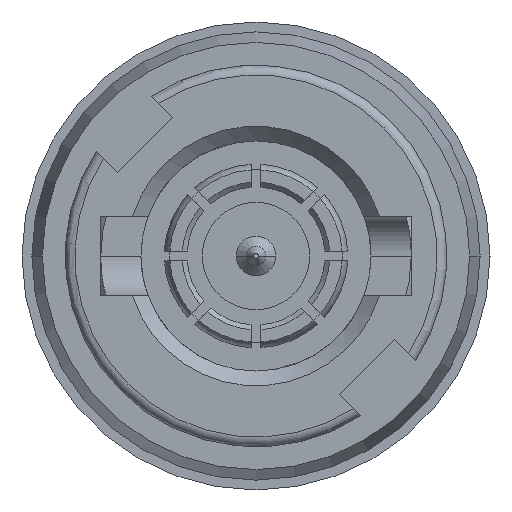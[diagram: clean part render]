
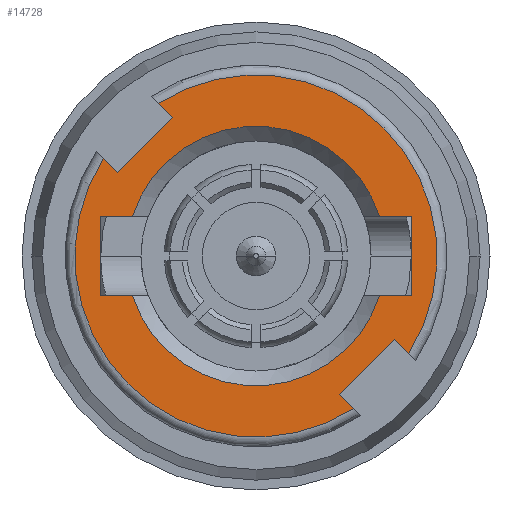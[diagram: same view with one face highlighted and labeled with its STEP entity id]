
A CAD part, left-side view. The second image highlights one B-rep face of the part: STEP entity #14728.
In plain terms, the highlighted planar face has unit normal (-1, 0, 0).
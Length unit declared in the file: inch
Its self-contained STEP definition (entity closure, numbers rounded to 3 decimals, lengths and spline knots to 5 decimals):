
#381=CARTESIAN_POINT('',(-0.64921,-0.09872,
0.03189));
#388=DIRECTION('',(0.,-1.,0.));
#389=VECTOR('',#388,0.0253);
#390=CARTESIAN_POINT('',(-0.64921,-0.09872,
0.03189));
#391=LINE('',#390,#389);
#401=CARTESIAN_POINT('',(-0.64921,0.09872,
0.03189));
#411=DIRECTION('',(0.,-1.,0.));
#412=VECTOR('',#411,0.0253);
#413=CARTESIAN_POINT('',(-0.64921,0.12402,
0.03189));
#414=LINE('',#413,#412);
#545=DIRECTION('',(0.,0.707,0.707));
#546=VECTOR('',#545,0.0163);
#547=CARTESIAN_POINT('',(-0.64921,-0.12191,
-0.07792));
#548=LINE('',#547,#546);
#549=DIRECTION('',(0.,0.707,-0.707));
#550=VECTOR('',#549,0.0622);
#551=CARTESIAN_POINT('',(-0.64921,-0.11038,
-0.0664));
#552=LINE('',#551,#550);
#553=DIRECTION('',(0.,-0.707,-0.707));
#554=VECTOR('',#553,0.0163);
#555=CARTESIAN_POINT('',(-0.64921,-0.0664,
-0.11038));
#556=LINE('',#555,#554);
#557=DIRECTION('',(0.,-0.707,-0.707));
#558=VECTOR('',#557,0.0163);
#559=CARTESIAN_POINT('',(-0.64921,0.12191,
0.07792));
#560=LINE('',#559,#558);
#561=DIRECTION('',(0.,-0.707,0.707));
#562=VECTOR('',#561,0.0622);
#563=CARTESIAN_POINT('',(-0.64921,0.11038,
0.0664));
#564=LINE('',#563,#562);
#565=DIRECTION('',(0.,0.707,0.707));
#566=VECTOR('',#565,0.0163);
#567=CARTESIAN_POINT('',(-0.64921,0.0664,
0.11038));
#568=LINE('',#567,#566);
#569=CARTESIAN_POINT('',(-0.64921,0.,0.));
#570=DIRECTION('',(1.,0.,0.));
#571=DIRECTION('',(0.,-0.952,-0.307));
#572=AXIS2_PLACEMENT_3D('',#569,#570,#571);
#574=DIRECTION('',(0.,0.,-1.));
#575=VECTOR('',#574,0.06378);
#576=CARTESIAN_POINT('',(-0.64921,-0.12402,
0.03189));
#577=LINE('',#576,#575);
#578=CARTESIAN_POINT('',(-0.64921,0.,0.));
#579=DIRECTION('',(1.,0.,0.));
#580=DIRECTION('',(0.,0.952,0.307));
#581=AXIS2_PLACEMENT_3D('',#578,#579,#580);
#583=DIRECTION('',(0.,0.,1.));
#584=VECTOR('',#583,0.06378);
#585=CARTESIAN_POINT('',(-0.64921,0.12402,
-0.03189));
#586=LINE('',#585,#584);
#625=CARTESIAN_POINT('',(-0.64921,-0.09872,
-0.03189));
#635=DIRECTION('',(0.,1.,0.));
#636=VECTOR('',#635,0.0253);
#637=CARTESIAN_POINT('',(-0.64921,-0.12402,
-0.03189));
#638=LINE('',#637,#636);
#639=CARTESIAN_POINT('',(-0.64921,0.09872,
-0.03189));
#646=DIRECTION('',(0.,1.,0.));
#647=VECTOR('',#646,0.0253);
#648=CARTESIAN_POINT('',(-0.64921,0.09872,
-0.03189));
#649=LINE('',#648,#647);
#696=CARTESIAN_POINT('',(-0.64921,0.,0.));
#697=DIRECTION('',(-1.,0.,0.));
#698=DIRECTION('',(0.,0.843,0.539));
#699=AXIS2_PLACEMENT_3D('',#696,#697,#698);
#10906=CARTESIAN_POINT('',(-0.64921,0.,0.));
#10907=DIRECTION('',(-1.,0.,0.));
#10908=DIRECTION('',(0.,-0.843,-0.539));
#10909=AXIS2_PLACEMENT_3D('',#10906,#10907,#10908);
#12385=VERTEX_POINT('',#639);
#12389=VERTEX_POINT('',#625);
#12390=VERTEX_POINT('',#381);
#12394=VERTEX_POINT('',#401);
#12431=CARTESIAN_POINT('',(-0.64921,-0.11038,
-0.0664));
#12433=VERTEX_POINT('',#12431);
#12435=CARTESIAN_POINT('',(-0.64921,-0.0664,
-0.11038));
#12437=VERTEX_POINT('',#12435);
#12439=CARTESIAN_POINT('',(-0.64921,0.11038,
0.0664));
#12441=VERTEX_POINT('',#12439);
#12443=CARTESIAN_POINT('',(-0.64921,0.0664,
0.11038));
#12445=VERTEX_POINT('',#12443);
#12451=CARTESIAN_POINT('',(-0.64921,-0.12191,
-0.07792));
#12452=VERTEX_POINT('',#12451);
#12453=CARTESIAN_POINT('',(-0.64921,-0.07792,
-0.12191));
#12454=VERTEX_POINT('',#12453);
#12455=CARTESIAN_POINT('',(-0.64921,0.12191,
0.07792));
#12456=VERTEX_POINT('',#12455);
#12457=CARTESIAN_POINT('',(-0.64921,0.07792,
0.12191));
#12458=VERTEX_POINT('',#12457);
#12483=CARTESIAN_POINT('',(-0.64921,0.12402,
-0.03189));
#12484=CARTESIAN_POINT('',(-0.64921,0.12402,
0.03189));
#12485=VERTEX_POINT('',#12483);
#12486=VERTEX_POINT('',#12484);
#12487=CARTESIAN_POINT('',(-0.64921,-0.12402,
0.03189));
#12488=CARTESIAN_POINT('',(-0.64921,-0.12402,
-0.03189));
#12489=VERTEX_POINT('',#12487);
#12490=VERTEX_POINT('',#12488);
#14692=CARTESIAN_POINT('',(-0.64921,0.,0.));
#14693=DIRECTION('',(-1.,0.,0.));
#14694=DIRECTION('',(0.,-1.,0.));
#14695=AXIS2_PLACEMENT_3D('',#14692,#14693,#14694);
#14696=PLANE('',#14695);
#14698=ORIENTED_EDGE('',*,*,#14697,.T.);
#14700=ORIENTED_EDGE('',*,*,#14699,.T.);
#14702=ORIENTED_EDGE('',*,*,#14701,.T.);
#14704=ORIENTED_EDGE('',*,*,#14703,.F.);
#14706=ORIENTED_EDGE('',*,*,#14705,.T.);
#14707=ORIENTED_EDGE('',*,*,#14644,.T.);
#14709=ORIENTED_EDGE('',*,*,#14708,.T.);
#14711=ORIENTED_EDGE('',*,*,#14710,.F.);
#14712=EDGE_LOOP('',(#14698,#14700,#14702,#14704,#14706,#14707,#14709,#14711));
#14713=FACE_OUTER_BOUND('',#14712,.F.);
#14715=ORIENTED_EDGE('',*,*,#14714,.F.);
#14717=ORIENTED_EDGE('',*,*,#14716,.F.);
#14718=ORIENTED_EDGE('',*,*,#14683,.F.);
#14719=ORIENTED_EDGE('',*,*,#14524,.F.);
#14720=ORIENTED_EDGE('',*,*,#14548,.F.);
#14721=ORIENTED_EDGE('',*,*,#14570,.F.);
#14723=ORIENTED_EDGE('',*,*,#14722,.F.);
#14725=ORIENTED_EDGE('',*,*,#14724,.F.);
#14726=EDGE_LOOP('',(#14715,#14717,#14718,#14719,#14720,#14721,#14723,#14725));
#14727=FACE_BOUND('',#14726,.F.);
#14728=ADVANCED_FACE('',(#14713,#14727),#14696,.T.);
#573=CIRCLE('',#572,0.10374);
#582=CIRCLE('',#581,0.10374);
#700=CIRCLE('',#699,0.14469);
#10910=CIRCLE('',#10909,0.14469);
#14524=EDGE_CURVE('',#12390,#12489,#391,.T.);
#14548=EDGE_CURVE('',#12394,#12390,#582,.T.);
#14570=EDGE_CURVE('',#12486,#12394,#414,.T.);
#14644=EDGE_CURVE('',#12441,#12445,#564,.T.);
#14683=EDGE_CURVE('',#12489,#12490,#577,.T.);
#14697=EDGE_CURVE('',#12452,#12433,#548,.T.);
#14699=EDGE_CURVE('',#12433,#12437,#552,.T.);
#14701=EDGE_CURVE('',#12437,#12454,#556,.T.);
#14703=EDGE_CURVE('',#12456,#12454,#700,.T.);
#14705=EDGE_CURVE('',#12456,#12441,#560,.T.);
#14708=EDGE_CURVE('',#12445,#12458,#568,.T.);
#14710=EDGE_CURVE('',#12452,#12458,#10910,.T.);
#14714=EDGE_CURVE('',#12389,#12385,#573,.T.);
#14716=EDGE_CURVE('',#12490,#12389,#638,.T.);
#14722=EDGE_CURVE('',#12485,#12486,#586,.T.);
#14724=EDGE_CURVE('',#12385,#12485,#649,.T.);
